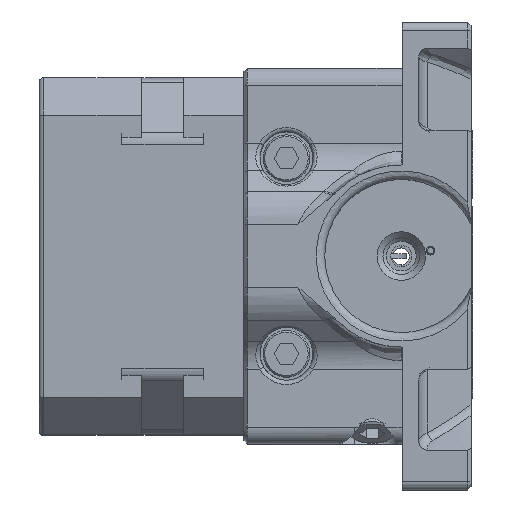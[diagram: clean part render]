
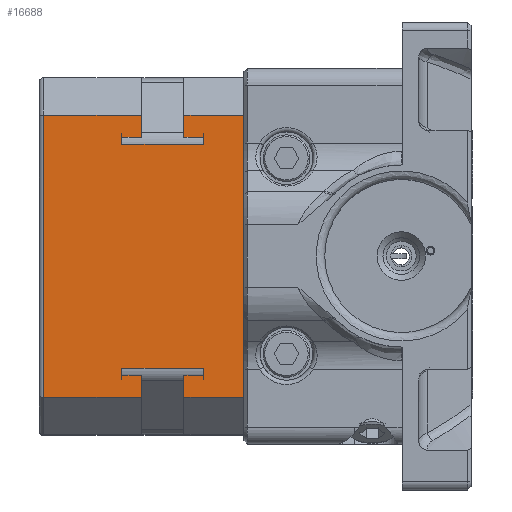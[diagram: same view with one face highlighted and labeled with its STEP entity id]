
A CAD part, top view. The second image highlights one B-rep face of the part: STEP entity #16688.
In plain terms, the highlighted face is planar.
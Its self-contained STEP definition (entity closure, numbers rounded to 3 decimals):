
#2145=LINE('',#25229,#3538);
#2150=LINE('',#25239,#3543);
#2169=LINE('',#25278,#3562);
#2190=LINE('',#25327,#3583);
#2201=LINE('',#25352,#3594);
#2204=LINE('',#25360,#3597);
#2207=LINE('',#25368,#3600);
#2210=LINE('',#25374,#3603);
#2211=LINE('',#25378,#3604);
#2212=LINE('',#25383,#3605);
#2215=LINE('',#25388,#3608);
#2217=LINE('',#25391,#3610);
#2219=LINE('',#25396,#3612);
#2225=LINE('',#25407,#3618);
#2226=LINE('',#25411,#3619);
#2229=LINE('',#25419,#3622);
#2230=LINE('',#25422,#3623);
#2233=LINE('',#25427,#3626);
#2234=LINE('',#25429,#3627);
#2484=LINE('',#25971,#3877);
#3538=VECTOR('',#19532,1000.);
#3543=VECTOR('',#19539,1000.);
#3562=VECTOR('',#19562,1000.);
#3583=VECTOR('',#19611,1000.);
#3594=VECTOR('',#19638,1000.);
#3597=VECTOR('',#19643,1000.);
#3600=VECTOR('',#19652,1000.);
#3603=VECTOR('',#19657,1000.);
#3604=VECTOR('',#19662,1000.);
#3605=VECTOR('',#19667,1000.);
#3608=VECTOR('',#19672,1000.);
#3610=VECTOR('',#19676,1000.);
#3612=VECTOR('',#19680,1000.);
#3618=VECTOR('',#19688,1000.);
#3619=VECTOR('',#19693,1000.);
#3622=VECTOR('',#19700,1000.);
#3623=VECTOR('',#19703,1000.);
#3626=VECTOR('',#19708,1000.);
#3627=VECTOR('',#19711,1000.);
#3877=VECTOR('',#20229,1000.);
#4958=FACE_OUTER_BOUND('',#5958,.T.);
#5958=EDGE_LOOP('',(#12986,#12987,#12988,#12989,#12990,#12991,#12992,#12993,
#12994,#12995,#12996,#12997,#12998,#12999,#13000,#13001,#13002,#13003,#13004,
#13005));
#7465=VERTEX_POINT('',#25226);
#7466=VERTEX_POINT('',#25228);
#7469=VERTEX_POINT('',#25236);
#7470=VERTEX_POINT('',#25238);
#7487=VERTEX_POINT('',#25276);
#7488=VERTEX_POINT('',#25277);
#7502=VERTEX_POINT('',#25326);
#7508=VERTEX_POINT('',#25350);
#7511=VERTEX_POINT('',#25357);
#7512=VERTEX_POINT('',#25359);
#7516=VERTEX_POINT('',#25372);
#7517=VERTEX_POINT('',#25376);
#7518=VERTEX_POINT('',#25380);
#7520=VERTEX_POINT('',#25387);
#7521=VERTEX_POINT('',#25393);
#7526=VERTEX_POINT('',#25405);
#7527=VERTEX_POINT('',#25409);
#7530=VERTEX_POINT('',#25417);
#7531=VERTEX_POINT('',#25421);
#7532=VERTEX_POINT('',#25425);
#9237=EDGE_CURVE('',#7466,#7465,#2145,.T.);
#9242=EDGE_CURVE('',#7470,#7469,#2150,.T.);
#9261=EDGE_CURVE('',#7487,#7488,#2169,.T.);
#9286=EDGE_CURVE('',#7502,#7470,#2190,.T.);
#9299=EDGE_CURVE('',#7508,#7488,#2201,.T.);
#9302=EDGE_CURVE('',#7512,#7511,#2204,.T.);
#9307=EDGE_CURVE('',#7511,#7487,#2207,.T.);
#9310=EDGE_CURVE('',#7508,#7516,#2210,.T.);
#9312=EDGE_CURVE('',#7517,#7516,#2211,.T.);
#9314=EDGE_CURVE('',#7517,#7518,#2212,.T.);
#9317=EDGE_CURVE('',#7518,#7520,#2215,.T.);
#9319=EDGE_CURVE('',#7520,#7502,#2217,.T.);
#9321=EDGE_CURVE('',#7465,#7521,#2219,.T.);
#9327=EDGE_CURVE('',#7526,#7521,#2225,.T.);
#9329=EDGE_CURVE('',#7526,#7527,#2226,.T.);
#9333=EDGE_CURVE('',#7527,#7530,#2229,.T.);
#9334=EDGE_CURVE('',#7531,#7530,#2230,.T.);
#9337=EDGE_CURVE('',#7532,#7531,#2233,.T.);
#9338=EDGE_CURVE('',#7512,#7532,#2234,.T.);
#9610=EDGE_CURVE('',#7469,#7466,#2484,.T.);
#12986=ORIENTED_EDGE('',*,*,#9242,.T.);
#12987=ORIENTED_EDGE('',*,*,#9610,.T.);
#12988=ORIENTED_EDGE('',*,*,#9237,.T.);
#12989=ORIENTED_EDGE('',*,*,#9321,.T.);
#12990=ORIENTED_EDGE('',*,*,#9327,.F.);
#12991=ORIENTED_EDGE('',*,*,#9329,.T.);
#12992=ORIENTED_EDGE('',*,*,#9333,.T.);
#12993=ORIENTED_EDGE('',*,*,#9334,.F.);
#12994=ORIENTED_EDGE('',*,*,#9337,.F.);
#12995=ORIENTED_EDGE('',*,*,#9338,.F.);
#12996=ORIENTED_EDGE('',*,*,#9302,.T.);
#12997=ORIENTED_EDGE('',*,*,#9307,.T.);
#12998=ORIENTED_EDGE('',*,*,#9261,.T.);
#12999=ORIENTED_EDGE('',*,*,#9299,.F.);
#13000=ORIENTED_EDGE('',*,*,#9310,.T.);
#13001=ORIENTED_EDGE('',*,*,#9312,.F.);
#13002=ORIENTED_EDGE('',*,*,#9314,.T.);
#13003=ORIENTED_EDGE('',*,*,#9317,.T.);
#13004=ORIENTED_EDGE('',*,*,#9319,.T.);
#13005=ORIENTED_EDGE('',*,*,#9286,.T.);
#16046=PLANE('',#17796);
#16688=ADVANCED_FACE('',(#4958),#16046,.F.);
#17796=AXIS2_PLACEMENT_3D('',#25970,#20227,#20228);
#19532=DIRECTION('',(0.,0.,-1.));
#19539=DIRECTION('',(0.,0.,1.));
#19562=DIRECTION('',(0.,0.,1.));
#19611=DIRECTION('',(1.,0.,0.));
#19638=DIRECTION('',(1.,0.,0.));
#19643=DIRECTION('',(0.,0.,-1.));
#19652=DIRECTION('',(1.,0.,0.));
#19657=DIRECTION('',(0.,0.,-1.));
#19662=DIRECTION('',(1.,0.,0.));
#19667=DIRECTION('',(0.,0.,1.));
#19672=DIRECTION('',(1.,0.,0.));
#19676=DIRECTION('',(0.,0.,-1.));
#19680=DIRECTION('',(1.,0.,0.));
#19688=DIRECTION('',(0.,0.,-1.));
#19693=DIRECTION('',(1.,0.,0.));
#19700=DIRECTION('',(0.,0.,-1.));
#19703=DIRECTION('',(1.,0.,0.));
#19708=DIRECTION('',(0.,0.,-1.));
#19711=DIRECTION('',(1.,0.,0.));
#20227=DIRECTION('center_axis',(0.,1.,0.));
#20228=DIRECTION('ref_axis',(1.,0.,0.));
#20229=DIRECTION('',(-1.,0.,0.));
#25226=CARTESIAN_POINT('',(-5.112,15.386,41.797));
#25228=CARTESIAN_POINT('',(-5.112,15.386,49.547));
#25229=CARTESIAN_POINT('',(-5.112,15.386,49.797));
#25236=CARTESIAN_POINT('',(28.088,15.386,49.547));
#25238=CARTESIAN_POINT('',(28.088,15.386,41.797));
#25239=CARTESIAN_POINT('',(28.088,15.386,49.797));
#25276=CARTESIAN_POINT('',(28.088,15.386,25.297));
#25277=CARTESIAN_POINT('',(28.088,15.386,36.797));
#25278=CARTESIAN_POINT('',(28.088,15.386,49.797));
#25326=CARTESIAN_POINT('',(25.488,15.386,41.797));
#25327=CARTESIAN_POINT('',(-5.112,15.386,41.797));
#25350=CARTESIAN_POINT('',(25.488,15.386,36.797));
#25352=CARTESIAN_POINT('',(-5.112,15.386,36.797));
#25357=CARTESIAN_POINT('',(-5.112,15.386,25.297));
#25359=CARTESIAN_POINT('',(-5.112,15.386,36.797));
#25360=CARTESIAN_POINT('',(-5.112,15.386,49.797));
#25368=CARTESIAN_POINT('',(32.488,15.386,25.297));
#25372=CARTESIAN_POINT('',(25.488,15.386,34.497));
#25374=CARTESIAN_POINT('',(25.488,15.386,105.794));
#25376=CARTESIAN_POINT('',(24.659,15.386,34.497));
#25378=CARTESIAN_POINT('',(25.488,15.386,34.497));
#25380=CARTESIAN_POINT('',(24.659,15.386,44.097));
#25383=CARTESIAN_POINT('',(24.659,15.386,103.494));
#25387=CARTESIAN_POINT('',(25.488,15.386,44.097));
#25388=CARTESIAN_POINT('',(25.488,15.386,44.097));
#25391=CARTESIAN_POINT('',(25.488,15.386,105.794));
#25393=CARTESIAN_POINT('',(-2.512,15.386,41.797));
#25396=CARTESIAN_POINT('',(-5.112,15.386,41.797));
#25405=CARTESIAN_POINT('',(-2.512,15.386,44.097));
#25407=CARTESIAN_POINT('',(-2.512,15.386,105.794));
#25409=CARTESIAN_POINT('',(-1.684,15.386,44.097));
#25411=CARTESIAN_POINT('',(25.488,15.386,44.097));
#25417=CARTESIAN_POINT('',(-1.684,15.386,34.497));
#25419=CARTESIAN_POINT('',(-1.684,15.386,103.494));
#25421=CARTESIAN_POINT('',(-2.512,15.386,34.497));
#25422=CARTESIAN_POINT('',(25.488,15.386,34.497));
#25425=CARTESIAN_POINT('',(-2.512,15.386,36.797));
#25427=CARTESIAN_POINT('',(-2.512,15.386,105.794));
#25429=CARTESIAN_POINT('',(-5.112,15.386,36.797));
#25970=CARTESIAN_POINT('Origin',(32.488,15.386,49.797));
#25971=CARTESIAN_POINT('',(32.488,15.386,49.547));
